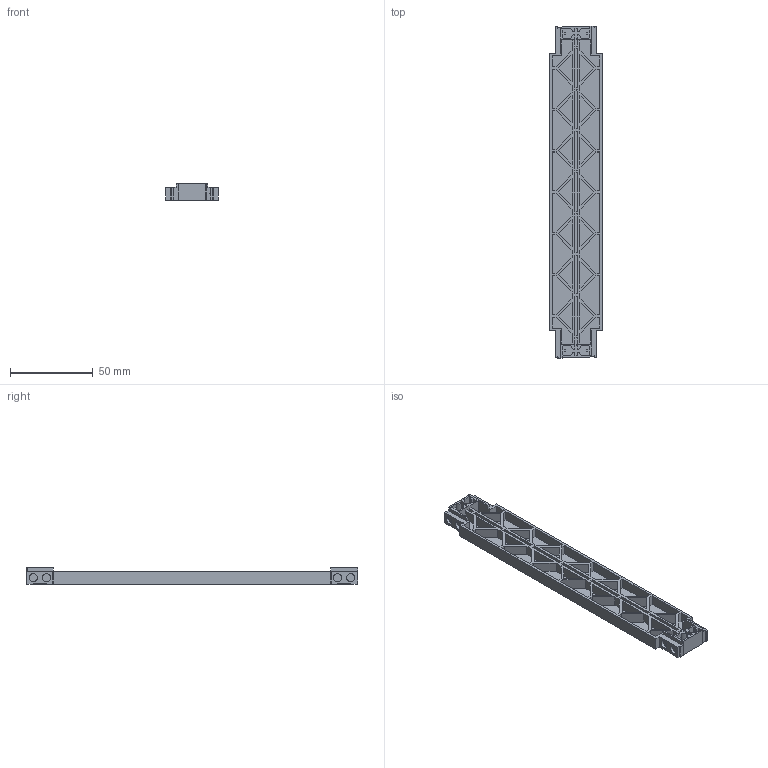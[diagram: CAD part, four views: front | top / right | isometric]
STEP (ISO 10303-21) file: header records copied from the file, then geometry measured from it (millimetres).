
FILE_DESCRIPTION(('Open CASCADE Model'),'2;1');
FILE_NAME('Open CASCADE Shape Model','2025-01-19T18:58:24',('Author'),( 'Open CASCADE'),'Open CASCADE STEP processor 7.7','Open CASCADE 7.7' ,'Unknown');
FILE_SCHEMA(('AUTOMOTIVE_DESIGN { 1 0 10303 214 1 1 1 1 }'));
Length unit declared in the file: millimetre
Products named in the file (1): Open CASCADE STEP translator 7.7 34
Bounding box: 31.8 x 200.8 x 10 mm (x, y, z)
Volume: 23502.2 mm3; surface area: 29081.5 mm2
Topology: 1 solids, 1 shells, 363 faces, 954 edges, 636 vertices
Faces by surface type: plane 343, cylinder 20
Full cylindrical faces by diameter (mm): 5 x8
Entity records: 23466 total; most frequent: CARTESIAN_POINT 3994, DIRECTION 3608, LINE 2782, VECTOR 2782, ORIENTED_EDGE 1908, PCURVE 1908, DEFINITIONAL_REPRESENTATION 1908, EDGE_CURVE 954
